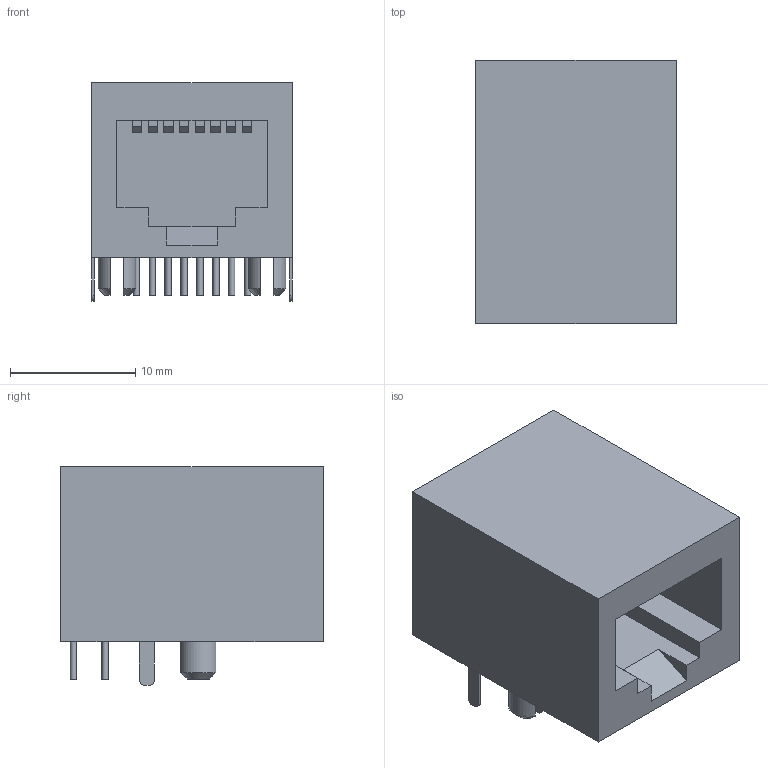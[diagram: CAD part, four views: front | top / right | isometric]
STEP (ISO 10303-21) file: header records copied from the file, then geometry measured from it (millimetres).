
FILE_DESCRIPTION(('FreeCAD Model'),'2;1');
FILE_NAME('Open CASCADE Shape Model','2023-09-13T23:18:32',('Author'),( ''),'Open CASCADE STEP processor 7.6','FreeCAD','Unknown');
FILE_SCHEMA(('AUTOMOTIVE_DESIGN { 1 0 10303 214 1 1 1 1 }'));
Length unit declared in the file: millimetre
Products named in the file (1): Chamfer001
Bounding box: 16 x 21 x 17.5 mm (x, y, z)
Volume: 3629.6 mm3; surface area: 2471.3 mm2
Topology: 1 solids, 1 shells, 123 faces, 312 edges, 202 vertices
Faces by surface type: plane 99, cylinder 18, cone 6
Full cylindrical faces by diameter (mm): 0.5 x8
Entity records: 4512 total; most frequent: CARTESIAN_POINT 638, ORIENTED_EDGE 624, DIRECTION 618, EDGE_CURVE 312, LINE 254, VECTOR 254, VERTEX_POINT 202, AXIS2_PLACEMENT_3D 182
